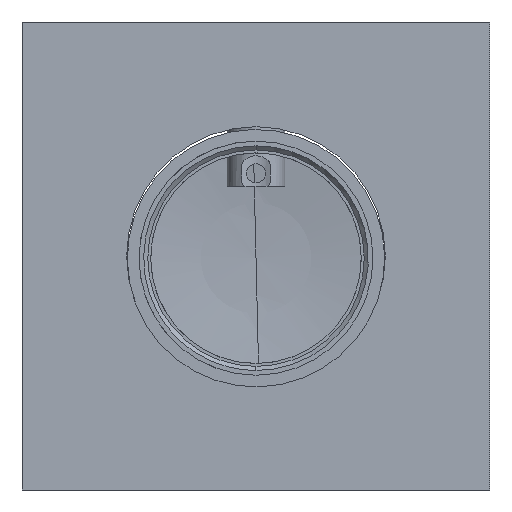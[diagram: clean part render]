
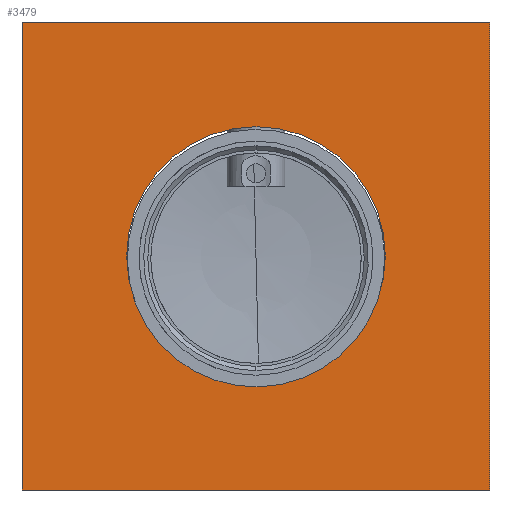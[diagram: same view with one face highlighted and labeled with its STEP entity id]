
A CAD part, front view. The second image highlights one B-rep face of the part: STEP entity #3479.
In plain terms, the highlighted planar face has unit normal (0, -1, 0).
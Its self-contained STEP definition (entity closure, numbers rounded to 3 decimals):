
#3376=CARTESIAN_POINT('Vertex',(40.,14.576,-78.531)) ;
#3381=CARTESIAN_POINT('Line Origine',(40.,14.576,-118.531)) ;
#3385=CARTESIAN_POINT('Vertex',(40.,14.576,-158.531)) ;
#3416=CARTESIAN_POINT('Vertex',(-40.,14.576,-78.531)) ;
#3421=CARTESIAN_POINT('Line Origine',(0.,14.576,-78.531)) ;
#3438=CARTESIAN_POINT('Axis2P3D Location',(0.,14.576,-118.531)) ;
#3443=CARTESIAN_POINT('Line Origine',(-40.,14.576,-118.531)) ;
#3447=CARTESIAN_POINT('Vertex',(-40.,14.576,-158.531)) ;
#3450=CARTESIAN_POINT('Line Origine',(0.,14.576,-158.531)) ;
#3461=CARTESIAN_POINT('Axis2P3D Location',(0.,14.576,-118.531)) ;
#3465=CARTESIAN_POINT('Vertex',(-22.1,14.576,-118.531)) ;
#3467=CARTESIAN_POINT('Vertex',(22.1,14.576,-118.531)) ;
#3470=CARTESIAN_POINT('Axis2P3D Location',(0.,14.576,-118.531)) ;
#3383=VECTOR('Line Direction',#3382,1.) ;
#3423=VECTOR('Line Direction',#3422,1.) ;
#3445=VECTOR('Line Direction',#3444,1.) ;
#3452=VECTOR('Line Direction',#3451,1.) ;
#3382=DIRECTION('Vector Direction',(0.,0.,-1.)) ;
#3422=DIRECTION('Vector Direction',(-1.,0.,0.)) ;
#3439=DIRECTION('Axis2P3D Direction',(0.,1.,-0.)) ;
#3440=DIRECTION('Axis2P3D XDirection',(-1.,0.,0.)) ;
#3444=DIRECTION('Vector Direction',(0.,0.,1.)) ;
#3451=DIRECTION('Vector Direction',(1.,0.,0.)) ;
#3462=DIRECTION('Axis2P3D Direction',(0.,1.,-0.)) ;
#3471=DIRECTION('Axis2P3D Direction',(0.,1.,-0.)) ;
#3441=AXIS2_PLACEMENT_3D('Plane Axis2P3D',#3438,#3439,#3440) ;
#3463=AXIS2_PLACEMENT_3D('Circle Axis2P3D',#3461,#3462,$) ;
#3472=AXIS2_PLACEMENT_3D('Circle Axis2P3D',#3470,#3471,$) ;
#3384=LINE('Line',#3381,#3383) ;
#3424=LINE('Line',#3421,#3423) ;
#3446=LINE('Line',#3443,#3445) ;
#3453=LINE('Line',#3450,#3452) ;
#3464=CIRCLE('generated circle',#3463,22.1) ;
#3473=CIRCLE('generated circle',#3472,22.1) ;
#3442=PLANE('',#3441) ;
#3478=FACE_BOUND('',#3475,.T.) ;
#3387=EDGE_CURVE('',#3377,#3386,#3384,.T.) ;
#3425=EDGE_CURVE('',#3417,#3377,#3424,.F.) ;
#3449=EDGE_CURVE('',#3448,#3417,#3446,.T.) ;
#3454=EDGE_CURVE('',#3386,#3448,#3453,.F.) ;
#3469=EDGE_CURVE('',#3466,#3468,#3464,.T.) ;
#3474=EDGE_CURVE('',#3468,#3466,#3473,.T.) ;
#3456=ORIENTED_EDGE('',*,*,#3425,.F.) ;
#3457=ORIENTED_EDGE('',*,*,#3449,.F.) ;
#3458=ORIENTED_EDGE('',*,*,#3454,.F.) ;
#3459=ORIENTED_EDGE('',*,*,#3387,.F.) ;
#3476=ORIENTED_EDGE('',*,*,#3469,.T.) ;
#3477=ORIENTED_EDGE('',*,*,#3474,.T.) ;
#3455=EDGE_LOOP('',(#3456,#3457,#3458,#3459)) ;
#3475=EDGE_LOOP('',(#3476,#3477)) ;
#3377=VERTEX_POINT('',#3376) ;
#3386=VERTEX_POINT('',#3385) ;
#3417=VERTEX_POINT('',#3416) ;
#3448=VERTEX_POINT('',#3447) ;
#3466=VERTEX_POINT('',#3465) ;
#3468=VERTEX_POINT('',#3467) ;
#3479=ADVANCED_FACE('Body.7',(#3460,#3478),#3442,.F.) ;
#3460=FACE_OUTER_BOUND('',#3455,.T.) ;
